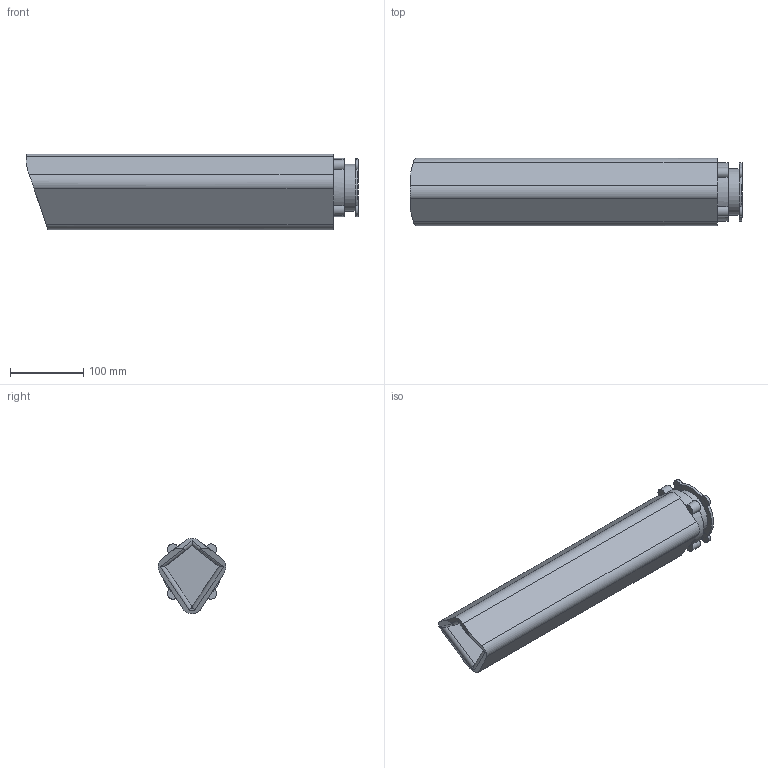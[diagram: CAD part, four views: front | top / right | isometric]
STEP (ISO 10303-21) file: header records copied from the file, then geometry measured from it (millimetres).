
FILE_DESCRIPTION(('FreeCAD Model'),'2;1');
FILE_NAME('Open CASCADE Shape Model','2024-09-22T18:03:02',('Author'),( ''),'Open CASCADE STEP processor 7.6','FreeCAD','Unknown');
FILE_SCHEMA(('AUTOMOTIVE_DESIGN { 1 0 10303 214 1 1 1 1 }'));
Length unit declared in the file: millimetre
Products named in the file (1): Body
Bounding box: 454 x 92.45 x 103.16 mm (x, y, z)
Volume: 1984915.8 mm3; surface area: 185568.8 mm2
Topology: 1 solids, 1 shells, 88 faces, 192 edges, 107 vertices
Faces by surface type: plane 54, cylinder 33, bspline 1
Full cylindrical faces by diameter (mm): 64 x1
Entity records: 5516 total; most frequent: CARTESIAN_POINT 1468, DIRECTION 830, ORIENTED_EDGE 382, PCURVE 382, DEFINITIONAL_REPRESENTATION 382, LINE 299, VECTOR 299, CIRCLE 230
